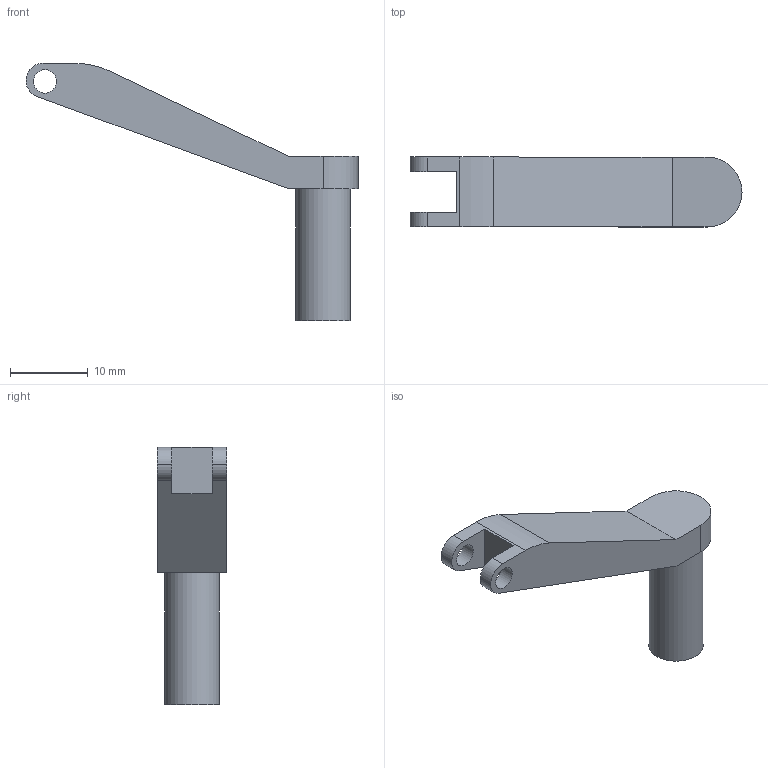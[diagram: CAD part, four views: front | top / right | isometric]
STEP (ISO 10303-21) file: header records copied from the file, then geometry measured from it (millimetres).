
FILE_DESCRIPTION(('HOOPS Exchange Step'),'2;1');
FILE_NAME('export-CA0F75D6-50B3-46BC-9A3F-A775765B4213.stp','2021-10-12T22:08:53+17:00',('john'),('Alibre'),'HOOPS Exchange 2021.0','Alibre','Unknown authorisation');
FILE_SCHEMA( ('AP242_MANAGED_MODEL_BASED_3D_ENGINEERING_MIM_LF {1 0 10303 442 1 1 4 }') );
Length unit declared in the file: millimetre
Products named in the file (1): TripodCrank
Bounding box: 42.78 x 9 x 33.16 mm (x, y, z)
Volume: 2427.7 mm3; surface area: 1705.2 mm2
Topology: 1 solids, 1 shells, 22 faces, 58 edges, 40 vertices
Faces by surface type: plane 12, cylinder 10
Full cylindrical faces by diameter (mm): 2 x1, 3 x2, 7 x1
Entity records: 736 total; most frequent: DIRECTION 130, CARTESIAN_POINT 122, ORIENTED_EDGE 116, EDGE_CURVE 58, AXIS2_PLACEMENT_3D 48, VERTEX_POINT 40, VECTOR 34, LINE 34
